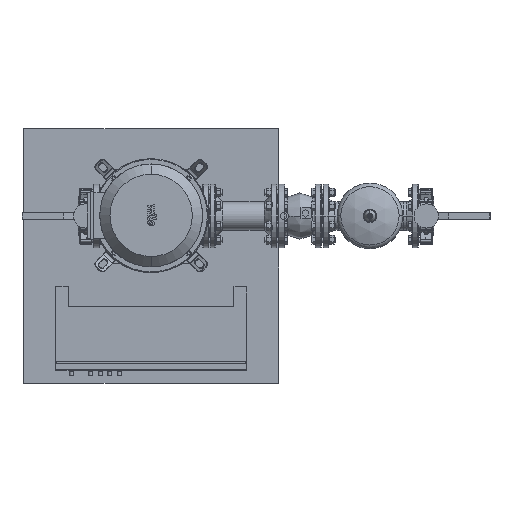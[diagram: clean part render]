
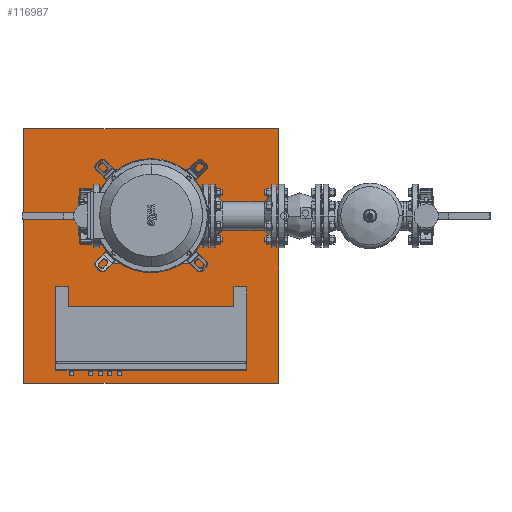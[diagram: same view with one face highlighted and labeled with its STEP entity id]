
A CAD part, top view. The second image highlights one B-rep face of the part: STEP entity #116987.
In plain terms, the highlighted planar face has unit normal (0, 0, 1).
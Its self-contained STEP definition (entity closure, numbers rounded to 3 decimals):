
#116948=CARTESIAN_POINT('',(-400.0,-125.,125.0));
#116949=DIRECTION('',(0.0,0.0,1.0));
#116950=DIRECTION('',(0.0,-1.0,0.0));
#116951=AXIS2_PLACEMENT_3D('',#116948,#116949,#116950);
#116952=PLANE('',#116951);
#116953=CARTESIAN_POINT('',(400.0,-525.0,125.));
#116954=VERTEX_POINT('',#116953);
#116955=CARTESIAN_POINT('',(400.0,275.0,125.));
#116956=VERTEX_POINT('',#116955);
#116957=CARTESIAN_POINT('',(400.0,-525.0,125.));
#116958=DIRECTION('',(0.0,1.0,0.0));
#116959=VECTOR('',#116958,800.0);
#116960=LINE('',#116957,#116959);
#116961=EDGE_CURVE('',#116954,#116956,#116960,.T.);
#116962=ORIENTED_EDGE('',*,*,#116961,.T.);
#116963=CARTESIAN_POINT('',(-400.0,275.0,125.));
#116964=VERTEX_POINT('',#116963);
#116965=CARTESIAN_POINT('',(-400.0,275.0,125.));
#116966=DIRECTION('',(1.0,0.0,0.0));
#116967=VECTOR('',#116966,800.0);
#116968=LINE('',#116965,#116967);
#116969=EDGE_CURVE('',#116964,#116956,#116968,.T.);
#116970=ORIENTED_EDGE('',*,*,#116969,.F.);
#116971=CARTESIAN_POINT('',(-400.0,-525.0,125.));
#116972=VERTEX_POINT('',#116971);
#116973=CARTESIAN_POINT('',(-400.0,275.0,125.));
#116974=DIRECTION('',(0.0,-1.0,0.0));
#116975=VECTOR('',#116974,800.0);
#116976=LINE('',#116973,#116975);
#116977=EDGE_CURVE('',#116964,#116972,#116976,.T.);
#116978=ORIENTED_EDGE('',*,*,#116977,.T.);
#116979=CARTESIAN_POINT('',(-400.0,-525.0,125.));
#116980=DIRECTION('',(1.0,0.0,0.0));
#116981=VECTOR('',#116980,800.0);
#116982=LINE('',#116979,#116981);
#116983=EDGE_CURVE('',#116972,#116954,#116982,.T.);
#116984=ORIENTED_EDGE('',*,*,#116983,.T.);
#116985=EDGE_LOOP('',(#116962,#116970,#116978,#116984));
#116986=FACE_OUTER_BOUND('',#116985,.T.);
#116987=ADVANCED_FACE('',(#116986),#116952,.T.);
